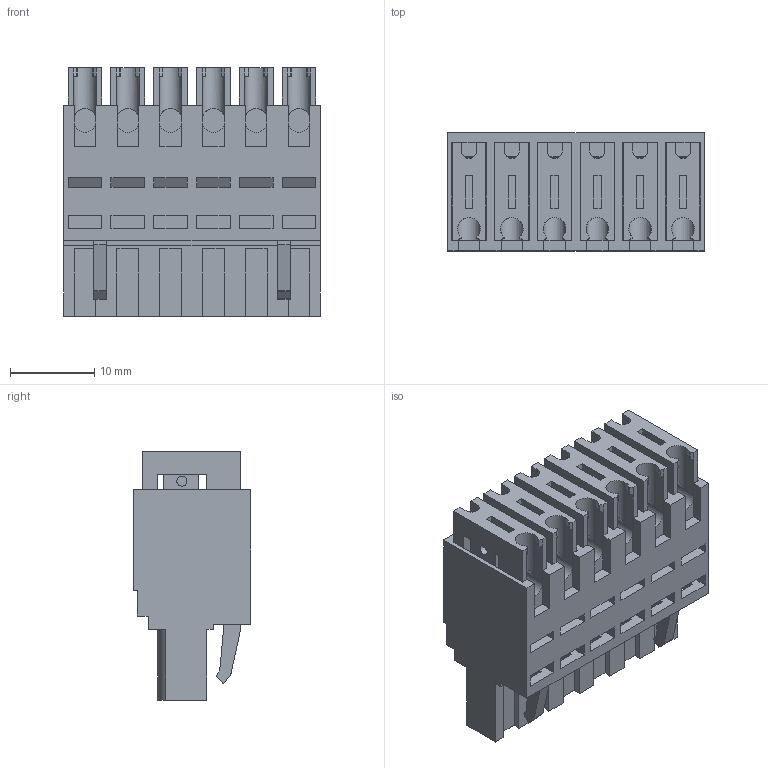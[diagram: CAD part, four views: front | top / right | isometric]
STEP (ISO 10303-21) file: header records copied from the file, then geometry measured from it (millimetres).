
FILE_DESCRIPTION( ( 'Unknown' ), '1' );
FILE_NAME( '691358710006.stp', 'Unknown', ( 'Unknown' ), ( 'Unknown' ), 'PSStep 18.0.17', 'Unknown', ' ' );
FILE_SCHEMA( ( 'AUTOMOTIVE_DESIGN { 1 0 10303 214 1 1 1 1 }' ) );
Length unit declared in the file: millimetre
Products named in the file (4): Assem1; 6913587100xx; 691(358710)(359740)0xx_Actuator; 691358710006
Assembly tree (13 placements, depth 2):
  Assem1
    6913587100xx  x6
    691(358710)(359740)0xx_Actuator  x6
    691358710006
Bounding box: 30.48 x 14 x 29.5 mm (x, y, z)
Volume: 5357.3 mm3; surface area: 13806.2 mm2
Topology: 7 solids, 13 shells, 1891 faces, 5410 edges, 3532 vertices
Faces by surface type: plane 1324, cylinder 513, bspline 24, torus 24, cone 6
Full cylindrical faces by diameter (mm): 1.2 x6, 1.5 x6, 2.9 x6
Entity records: 29568 total; most frequent: CARTESIAN_POINT 5275, ORIENTED_EDGE 3990, DIRECTION 3638, EDGE_CURVE 1995, LINE 1740, VECTOR 1740, VERTEX_POINT 1326, AXIS2_PLACEMENT_3D 949
